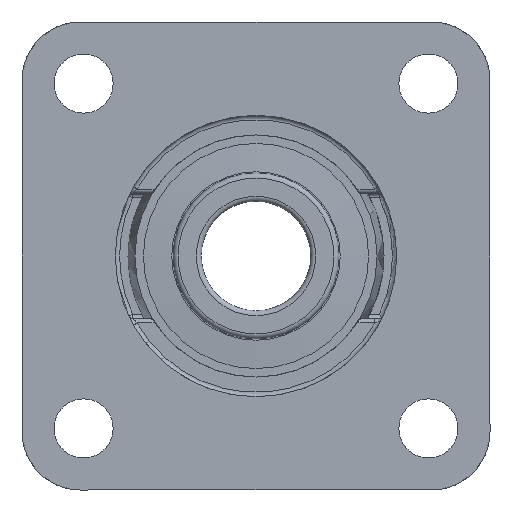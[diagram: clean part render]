
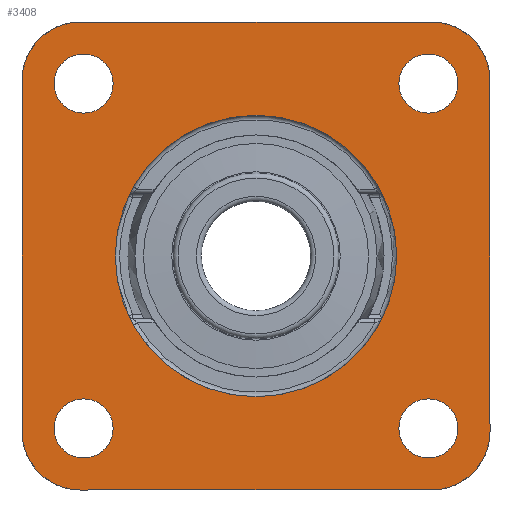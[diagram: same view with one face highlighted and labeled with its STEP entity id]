
A CAD part, left-side view. The second image highlights one B-rep face of the part: STEP entity #3408.
In plain terms, the highlighted face is planar.
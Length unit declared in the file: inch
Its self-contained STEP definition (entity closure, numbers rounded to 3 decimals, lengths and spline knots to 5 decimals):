
#888=VECTOR('',#9262,1.);
#889=VECTOR('',#9264,1.);
#890=VECTOR('',#9266,1.);
#891=VECTOR('',#9268,1.);
#989=LINE('',#8322,#888);
#990=LINE('',#8324,#889);
#991=LINE('',#8326,#890);
#992=LINE('',#8328,#891);
#1169=PLANE('',#3726);
#1264=VERTEX_POINT('',#4410);
#1265=VERTEX_POINT('',#4412);
#1280=VERTEX_POINT('',#4618);
#1281=VERTEX_POINT('',#4620);
#1302=VERTEX_POINT('',#5010);
#1303=VERTEX_POINT('',#5012);
#1357=VERTEX_POINT('',#6007);
#1410=VERTEX_POINT('',#8283);
#1411=VERTEX_POINT('',#8285);
#1416=VERTEX_POINT('',#8309);
#1417=VERTEX_POINT('',#8313);
#1418=VERTEX_POINT('',#8316);
#1419=VERTEX_POINT('',#8320);
#1503=CIRCLE('',#3499,0.468);
#1513=CIRCLE('',#3514,0.468);
#1531=CIRCLE('',#3543,0.468);
#1568=CIRCLE('',#3605,1.125);
#1628=CIRCLE('',#3697,0.468);
#1633=CIRCLE('',#3713,0.23622);
#1634=CIRCLE('',#3716,0.23622);
#1635=CIRCLE('',#3718,0.23622);
#1636=CIRCLE('',#3721,0.23622);
#1708=EDGE_CURVE('',#1264,#1265,#1503,.T.);
#1729=EDGE_CURVE('',#1280,#1281,#1513,.T.);
#1766=EDGE_CURVE('',#1302,#1303,#1531,.T.);
#1851=EDGE_CURVE('',#1357,#1357,#1568,.T.);
#1961=EDGE_CURVE('',#1410,#1411,#1628,.T.);
#1969=EDGE_CURVE('',#1416,#1416,#1633,.T.);
#1970=EDGE_CURVE('',#1417,#1417,#1634,.T.);
#1971=EDGE_CURVE('',#1418,#1418,#1635,.T.);
#1972=EDGE_CURVE('',#1419,#1419,#1636,.T.);
#1973=EDGE_CURVE('',#1264,#1411,#989,.T.);
#1974=EDGE_CURVE('',#1410,#1303,#990,.T.);
#1975=EDGE_CURVE('',#1302,#1281,#991,.T.);
#1976=EDGE_CURVE('',#1280,#1265,#992,.T.);
#2634=ORIENTED_EDGE('',*,*,#1851,.T.);
#2635=ORIENTED_EDGE('',*,*,#1969,.T.);
#2636=ORIENTED_EDGE('',*,*,#1970,.T.);
#2637=ORIENTED_EDGE('',*,*,#1971,.T.);
#2638=ORIENTED_EDGE('',*,*,#1972,.T.);
#2639=ORIENTED_EDGE('',*,*,#1976,.T.);
#2640=ORIENTED_EDGE('',*,*,#1708,.F.);
#2641=ORIENTED_EDGE('',*,*,#1973,.T.);
#2642=ORIENTED_EDGE('',*,*,#1961,.F.);
#2643=ORIENTED_EDGE('',*,*,#1974,.T.);
#2644=ORIENTED_EDGE('',*,*,#1766,.F.);
#2645=ORIENTED_EDGE('',*,*,#1975,.T.);
#2646=ORIENTED_EDGE('',*,*,#1729,.F.);
#2921=EDGE_LOOP('',(#2634));
#2922=EDGE_LOOP('',(#2635));
#2923=EDGE_LOOP('',(#2636));
#2924=EDGE_LOOP('',(#2637));
#2925=EDGE_LOOP('',(#2638));
#2926=EDGE_LOOP('',(#2639,#2640,#2641,#2642,#2643,#2644,#2645,#2646));
#3169=FACE_BOUND('',#2921,.T.);
#3170=FACE_BOUND('',#2922,.T.);
#3171=FACE_BOUND('',#2923,.T.);
#3172=FACE_BOUND('',#2924,.T.);
#3173=FACE_BOUND('',#2925,.T.);
#3174=FACE_BOUND('',#2926,.T.);
#3408=ADVANCED_FACE('',(#3169,#3170,#3171,#3172,#3173,#3174),#1169,.F.);
#3499=AXIS2_PLACEMENT_3D('',#4411,#8787,#8788);
#3514=AXIS2_PLACEMENT_3D('',#4619,#8822,#8823);
#3543=AXIS2_PLACEMENT_3D('',#5011,#8889,#8890);
#3605=AXIS2_PLACEMENT_3D('',#6006,#9032,#9033);
#3697=AXIS2_PLACEMENT_3D('',#8284,#9219,#9220);
#3713=AXIS2_PLACEMENT_3D('',#8308,#9245,#9246);
#3716=AXIS2_PLACEMENT_3D('',#8312,#9250,#9251);
#3718=AXIS2_PLACEMENT_3D('',#8315,#9254,#9255);
#3721=AXIS2_PLACEMENT_3D('',#8319,#9259,#9260);
#3726=AXIS2_PLACEMENT_3D('',#8329,#9269,$);
#4410=CARTESIAN_POINT('',(1.40208,-1.87008,0.));
#4411=CARTESIAN_POINT('',(1.40208,-1.40208,0.));
#4412=CARTESIAN_POINT('',(1.87008,-1.40208,0.));
#4618=CARTESIAN_POINT('',(1.87008,1.40208,0.));
#4619=CARTESIAN_POINT('',(1.40208,1.40208,0.));
#4620=CARTESIAN_POINT('',(1.40208,1.87008,0.));
#5010=CARTESIAN_POINT('',(-1.40208,1.87008,0.));
#5011=CARTESIAN_POINT('',(-1.40208,1.40208,0.));
#5012=CARTESIAN_POINT('',(-1.87008,1.40208,0.));
#6006=CARTESIAN_POINT('',(0.,0.,0.));
#6007=CARTESIAN_POINT('',(0.,1.125,0.));
#8283=CARTESIAN_POINT('',(-1.87008,-1.40208,0.));
#8284=CARTESIAN_POINT('',(-1.40208,-1.40208,0.));
#8285=CARTESIAN_POINT('',(-1.40208,-1.87008,0.));
#8308=CARTESIAN_POINT('',(1.37795,1.37795,0.));
#8309=CARTESIAN_POINT('',(1.37795,1.61417,0.));
#8312=CARTESIAN_POINT('',(1.37795,-1.37795,0.));
#8313=CARTESIAN_POINT('',(1.61417,-1.37795,0.));
#8315=CARTESIAN_POINT('',(-1.37795,-1.37795,0.));
#8316=CARTESIAN_POINT('',(-1.37795,-1.61417,0.));
#8319=CARTESIAN_POINT('',(-1.37795,1.37795,0.));
#8320=CARTESIAN_POINT('',(-1.61417,1.37795,0.));
#8322=CARTESIAN_POINT('',(1.40208,-1.87008,0.));
#8324=CARTESIAN_POINT('',(-1.87008,-1.40208,0.));
#8326=CARTESIAN_POINT('',(-1.40208,1.87008,0.));
#8328=CARTESIAN_POINT('',(1.87008,1.40208,0.));
#8329=CARTESIAN_POINT('',(0.,0.,0.));
#8787=DIRECTION('',(0.,0.,1.));
#8788=DIRECTION('',(0.468,0.,0.));
#8822=DIRECTION('',(0.,0.,1.));
#8823=DIRECTION('',(0.468,0.,0.));
#8889=DIRECTION('',(0.,0.,1.));
#8890=DIRECTION('',(0.468,0.,0.));
#9032=DIRECTION('',(0.,0.,1.));
#9033=DIRECTION('',(0.,1.125,0.));
#9219=DIRECTION('',(0.,0.,1.));
#9220=DIRECTION('',(0.468,0.,0.));
#9245=DIRECTION('',(0.,0.,1.));
#9246=DIRECTION('',(0.,-0.236,0.));
#9250=DIRECTION('',(0.,0.,1.));
#9251=DIRECTION('',(-0.236,0.,0.));
#9254=DIRECTION('',(0.,0.,1.));
#9255=DIRECTION('',(0.,0.236,0.));
#9259=DIRECTION('',(0.,0.,1.));
#9260=DIRECTION('',(0.236,0.,0.));
#9262=DIRECTION('',(-1.,0.,0.));
#9264=DIRECTION('',(0.,1.,0.));
#9266=DIRECTION('',(1.,0.,0.));
#9268=DIRECTION('',(0.,-1.,0.));
#9269=DIRECTION('',(0.,0.,1.));
